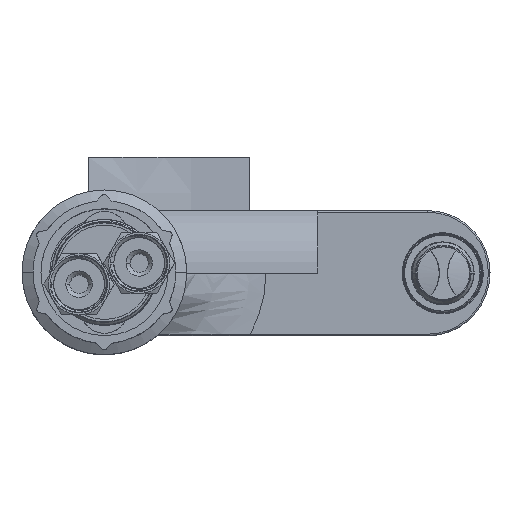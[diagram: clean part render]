
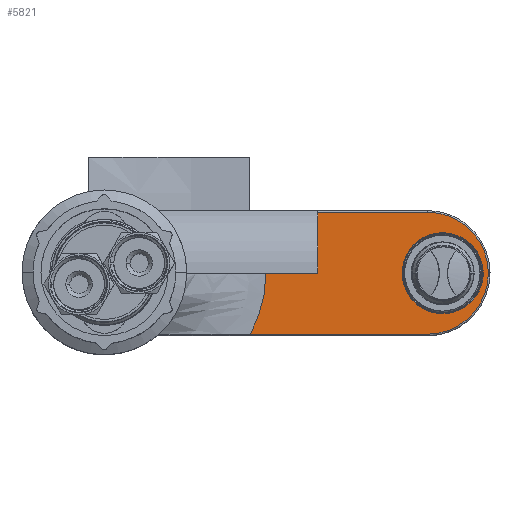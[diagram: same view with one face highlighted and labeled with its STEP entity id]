
A CAD part, top view. The second image highlights one B-rep face of the part: STEP entity #5821.
In plain terms, the highlighted planar face has unit normal (0, 0, 1).
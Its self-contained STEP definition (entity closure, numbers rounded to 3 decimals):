
#111=CARTESIAN_POINT('',(49.,0.,
-95.));
#225=DIRECTION('',(-1.,0.,0.));
#226=VECTOR('',#225,53.722);
#227=CARTESIAN_POINT('',(98.,18.5,-95.));
#228=LINE('',#227,#226);
#427=DIRECTION('',(1.,0.,0.));
#428=VECTOR('',#427,53.722);
#429=CARTESIAN_POINT('',(44.278,-18.5,-95.));
#430=LINE('',#429,#428);
#533=CARTESIAN_POINT('',(98.,0.,-95.));
#534=DIRECTION('',(0.,0.,-1.));
#535=DIRECTION('',(0.,1.,0.));
#536=AXIS2_PLACEMENT_3D('',#533,#534,#535);
#541=CARTESIAN_POINT('',(98.,0.,-95.));
#542=DIRECTION('',(0.,0.,-1.));
#543=DIRECTION('',(0.017,-1.,0.));
#544=AXIS2_PLACEMENT_3D('',#541,#542,#543);
#549=CARTESIAN_POINT('',(44.278,-18.5,-95.));
#550=CARTESIAN_POINT('',(44.567,-17.971,-95.));
#551=CARTESIAN_POINT('',(45.239,-16.669,-95.));
#552=CARTESIAN_POINT('',(46.173,-14.574,-95.));
#553=CARTESIAN_POINT('',(46.902,-12.6,-95.));
#554=CARTESIAN_POINT('',(47.4,-11.021,-95.));
#555=CARTESIAN_POINT('',(47.736,-9.825,-95.));
#556=CARTESIAN_POINT('',(48.032,-8.619,-95.));
#557=CARTESIAN_POINT('',(48.29,-7.405,-95.));
#558=CARTESIAN_POINT('',(48.508,-6.182,-95.));
#559=CARTESIAN_POINT('',(48.688,-4.954,-95.));
#560=CARTESIAN_POINT('',(48.827,-3.72,-95.));
#561=CARTESIAN_POINT('',(48.927,-2.482,-95.));
#562=CARTESIAN_POINT('',(48.987,-1.242,-95.));
#563=CARTESIAN_POINT('',(49.,-0.414,
-95.));
#564=CARTESIAN_POINT('',(49.,0.,
-95.));
#569=CARTESIAN_POINT('',(49.,0.,
-95.));
#570=CARTESIAN_POINT('',(49.,0.414,-95.));
#571=CARTESIAN_POINT('',(48.987,1.242,-95.));
#572=CARTESIAN_POINT('',(48.927,2.482,-95.));
#573=CARTESIAN_POINT('',(48.827,3.72,-95.));
#574=CARTESIAN_POINT('',(48.688,4.954,-95.));
#575=CARTESIAN_POINT('',(48.508,6.182,-95.));
#576=CARTESIAN_POINT('',(48.29,7.405,-95.));
#577=CARTESIAN_POINT('',(48.032,8.619,-95.));
#578=CARTESIAN_POINT('',(47.736,9.825,-95.));
#579=CARTESIAN_POINT('',(47.4,11.021,-95.));
#580=CARTESIAN_POINT('',(46.902,12.6,-95.));
#581=CARTESIAN_POINT('',(46.173,14.574,-95.));
#582=CARTESIAN_POINT('',(45.239,16.669,-95.));
#583=CARTESIAN_POINT('',(44.567,17.971,-95.));
#584=CARTESIAN_POINT('',(44.278,18.5,-95.));
#589=CARTESIAN_POINT('',(114.938,0.,-95.));
#590=CARTESIAN_POINT('',(114.938,1.444,-95.));
#591=CARTESIAN_POINT('',(114.413,4.564,-95.));
#592=CARTESIAN_POINT('',(112.069,8.191,-95.));
#593=CARTESIAN_POINT('',(109.416,10.33,-95.));
#594=CARTESIAN_POINT('',(107.194,11.472,-95.));
#595=CARTESIAN_POINT('',(104.875,12.122,-95.));
#596=CARTESIAN_POINT('',(102.658,12.314,-95.));
#597=CARTESIAN_POINT('',(100.44,12.122,-95.));
#598=CARTESIAN_POINT('',(98.121,11.472,-95.));
#599=CARTESIAN_POINT('',(95.899,10.33,-95.));
#600=CARTESIAN_POINT('',(93.247,8.191,-95.));
#601=CARTESIAN_POINT('',(90.902,4.564,-95.));
#602=CARTESIAN_POINT('',(90.378,1.444,-95.));
#603=CARTESIAN_POINT('',(90.378,0.,-95.));
#608=CARTESIAN_POINT('',(90.378,0.,-95.));
#609=CARTESIAN_POINT('',(90.378,-1.444,-95.));
#610=CARTESIAN_POINT('',(90.902,-4.564,-95.));
#611=CARTESIAN_POINT('',(93.247,-8.191,-95.));
#612=CARTESIAN_POINT('',(95.899,-10.33,-95.));
#613=CARTESIAN_POINT('',(98.121,-11.472,-95.));
#614=CARTESIAN_POINT('',(100.44,-12.122,-95.));
#615=CARTESIAN_POINT('',(102.658,-12.314,-95.));
#616=CARTESIAN_POINT('',(104.875,-12.122,-95.));
#617=CARTESIAN_POINT('',(107.194,-11.472,-95.));
#618=CARTESIAN_POINT('',(109.416,-10.33,-95.));
#619=CARTESIAN_POINT('',(112.069,-8.191,-95.));
#620=CARTESIAN_POINT('',(114.413,-4.564,-95.));
#621=CARTESIAN_POINT('',(114.938,-1.444,-95.));
#622=CARTESIAN_POINT('',(114.938,0.,-95.));
#4328=CARTESIAN_POINT('',(44.278,18.5,-95.));
#4370=VERTEX_POINT('',#111);
#4371=VERTEX_POINT('',#549);
#4375=VERTEX_POINT('',#4328);
#4385=CARTESIAN_POINT('',(98.,18.5,-95.));
#4386=VERTEX_POINT('',#4385);
#4391=CARTESIAN_POINT('',(98.,-18.5,-95.));
#4392=VERTEX_POINT('',#4391);
#4393=CARTESIAN_POINT('',(98.322,-18.497,-95.));
#4394=VERTEX_POINT('',#4393);
#4423=VERTEX_POINT('',#589);
#4424=VERTEX_POINT('',#603);
#5802=CARTESIAN_POINT('',(0.,0.,-95.));
#5803=DIRECTION('',(0.,0.,1.));
#5804=DIRECTION('',(1.,0.,0.));
#5805=AXIS2_PLACEMENT_3D('',#5802,#5803,#5804);
#5806=PLANE('',#5805);
#5807=ORIENTED_EDGE('',*,*,#5532,.T.);
#5808=ORIENTED_EDGE('',*,*,#5530,.T.);
#5809=ORIENTED_EDGE('',*,*,#5655,.F.);
#5810=ORIENTED_EDGE('',*,*,#5156,.T.);
#5811=ORIENTED_EDGE('',*,*,#5349,.T.);
#5812=ORIENTED_EDGE('',*,*,#5512,.F.);
#5813=EDGE_LOOP('',(#5807,#5808,#5809,#5810,#5811,#5812));
#5814=FACE_OUTER_BOUND('',#5813,.F.);
#5816=ORIENTED_EDGE('',*,*,#5815,.T.);
#5818=ORIENTED_EDGE('',*,*,#5817,.T.);
#5819=EDGE_LOOP('',(#5816,#5818));
#5820=FACE_BOUND('',#5819,.F.);
#537=CIRCLE('',#536,18.5);
#545=CIRCLE('',#544,18.5);
#565=B_SPLINE_CURVE_WITH_KNOTS('',3,(#549,#550,#551,#552,#553,#554,#555,#556,
#557,#558,#559,#560,#561,#562,#563,#564),.UNSPECIFIED.,.F.,.F.,(4,1,1,1,1,1,1,1,
1,1,1,1,1,4),(0.,0.094,0.228,0.356,
0.421,0.485,0.55,0.614,
0.678,0.743,0.807,0.871,
0.936,1.),.UNSPECIFIED.);
#585=B_SPLINE_CURVE_WITH_KNOTS('',3,(#569,#570,#571,#572,#573,#574,#575,#576,
#577,#578,#579,#580,#581,#582,#583,#584),.UNSPECIFIED.,.F.,.F.,(4,1,1,1,1,1,1,1,
1,1,1,1,1,4),(0.,0.064,0.129,0.193,
0.257,0.322,0.386,0.45,
0.515,0.579,0.644,0.772,
0.906,1.),.UNSPECIFIED.);
#604=B_SPLINE_CURVE_WITH_KNOTS('',3,(#589,#590,#591,#592,#593,#594,#595,#596,
#597,#598,#599,#600,#601,#602,#603),.UNSPECIFIED.,.F.,.F.,(4,1,1,1,1,1,1,1,1,1,
1,1,4),(0.,0.125,0.25,0.313,0.375,0.438,0.5,0.563,0.625,
0.688,0.75,0.875,1.),.UNSPECIFIED.);
#623=B_SPLINE_CURVE_WITH_KNOTS('',3,(#608,#609,#610,#611,#612,#613,#614,#615,
#616,#617,#618,#619,#620,#621,#622),.UNSPECIFIED.,.F.,.F.,(4,1,1,1,1,1,1,1,1,1,
1,1,4),(0.,0.125,0.25,0.313,0.375,0.438,0.5,0.563,0.625,
0.688,0.75,0.875,1.),.UNSPECIFIED.);
#5156=EDGE_CURVE('',#4371,#4370,#565,.T.);
#5349=EDGE_CURVE('',#4370,#4375,#585,.T.);
#5512=EDGE_CURVE('',#4386,#4375,#228,.T.);
#5530=EDGE_CURVE('',#4394,#4392,#545,.T.);
#5532=EDGE_CURVE('',#4386,#4394,#537,.T.);
#5655=EDGE_CURVE('',#4371,#4392,#430,.T.);
#5815=EDGE_CURVE('',#4423,#4424,#604,.T.);
#5817=EDGE_CURVE('',#4424,#4423,#623,.T.);
#5821=ADVANCED_FACE('',(#5814,#5820),#5806,.T.);
